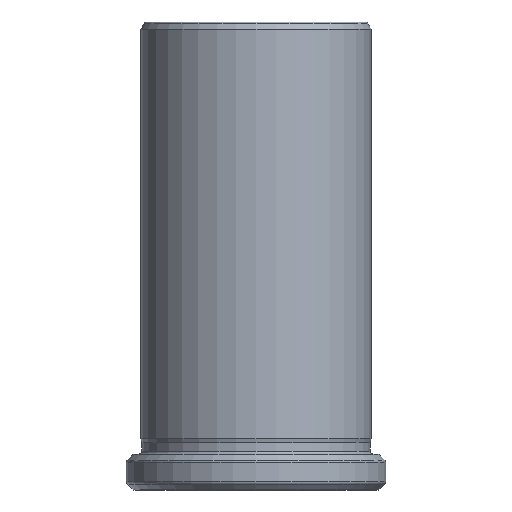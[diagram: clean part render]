
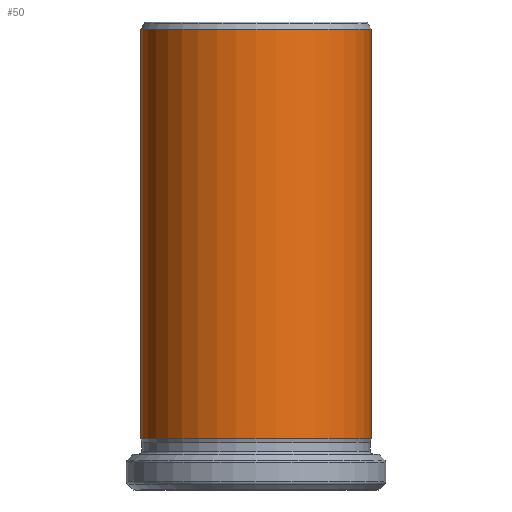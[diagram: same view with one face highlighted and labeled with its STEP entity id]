
A CAD part, front view. The second image highlights one B-rep face of the part: STEP entity #50.
In plain terms, the highlighted cylindrical face has radius 16 mm (diameter 32 mm), a full revolution.
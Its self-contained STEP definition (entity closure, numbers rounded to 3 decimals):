
#32=CYLINDRICAL_SURFACE('',#296,16.);
#50=ADVANCED_FACE('',(#82,#83),#32,.T.);
#82=FACE_BOUND('',#124,.T.);
#83=FACE_BOUND('',#125,.T.);
#124=EDGE_LOOP('',(#166));
#125=EDGE_LOOP('',(#167));
#166=ORIENTED_EDGE('',*,*,#222,.F.);
#167=ORIENTED_EDGE('',*,*,#228,.F.);
#201=VERTEX_POINT('',#425);
#207=VERTEX_POINT('',#441);
#222=EDGE_CURVE('',#201,#201,#243,.T.);
#228=EDGE_CURVE('',#207,#207,#249,.T.);
#243=CIRCLE('',#285,16.);
#249=CIRCLE('',#295,16.);
#285=AXIS2_PLACEMENT_3D('',#424,#336,#337);
#295=AXIS2_PLACEMENT_3D('',#440,#356,#357);
#296=AXIS2_PLACEMENT_3D('',#442,#358,#359);
#336=DIRECTION('',(0.,0.,-1.));
#337=DIRECTION('',(1.,0.,0.));
#356=DIRECTION('',(0.,0.,1.));
#357=DIRECTION('',(-1.,0.,0.));
#358=DIRECTION('',(0.,0.,-1.));
#359=DIRECTION('',(1.,0.,0.));
#424=CARTESIAN_POINT('',(0.,0.,
2.127));
#425=CARTESIAN_POINT('',(16.,0.,2.127));
#440=CARTESIAN_POINT('',(0.,0.,
58.973));
#441=CARTESIAN_POINT('',(-16.,0.,58.973));
#442=CARTESIAN_POINT('',(0.,0.,
60.));
